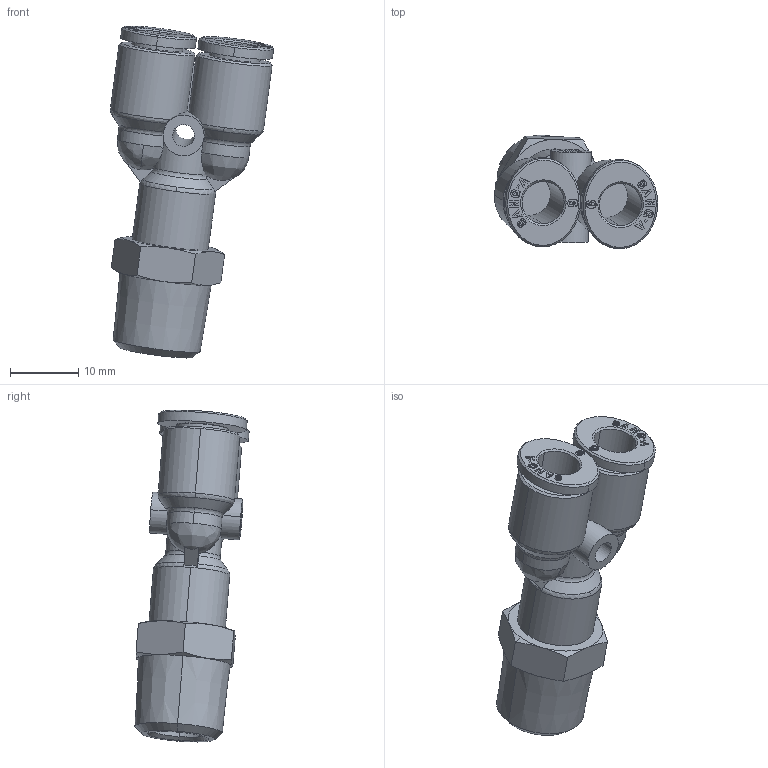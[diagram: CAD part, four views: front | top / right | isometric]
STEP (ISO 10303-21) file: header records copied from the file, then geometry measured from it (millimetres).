
FILE_DESCRIPTION (( 'STEP AP214' ), '1' );
FILE_NAME ('PWT06-02.stp', '2015-10-07T07:31:49', ( '' ), ( '' ), 'SwSTEP 2.0', 'SolidWorks 2015', '' );
FILE_SCHEMA (( 'AUTOMOTIVE_DESIGN' ));
Length unit declared in the file: millimetre
Products named in the file (2): PWT06-02; ｦ+ﾃｦ1
Assembly tree (1 placements, depth 2):
  PWT06-02
    ｦ+ﾃｦ1
Bounding box: 23.88 x 16.71 x 48.55 mm (x, y, z)
Volume: 5199.7 mm3; surface area: 4149.8 mm2
Topology: 1 solids, 1 shells, 521 faces, 1441 edges, 949 vertices
Faces by surface type: plane 356, bspline 80, cylinder 45, cone 35, torus 5
Entity records: 20194 total; most frequent: CARTESIAN_POINT 6594, ORIENTED_EDGE 2878, DIRECTION 2238, EDGE_CURVE 1439, LINE 1040, VECTOR 1040, VERTEX_POINT 949, AXIS2_PLACEMENT_3D 599
